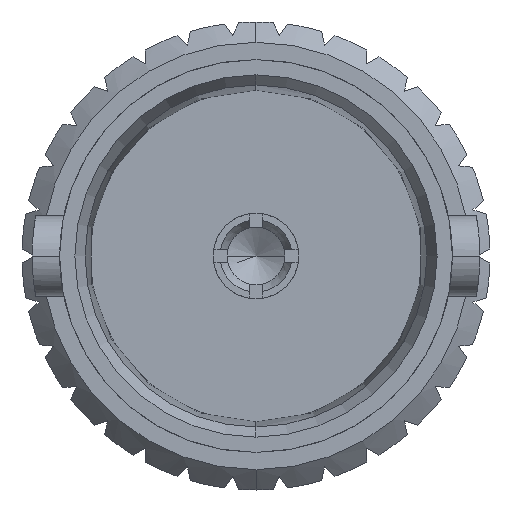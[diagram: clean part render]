
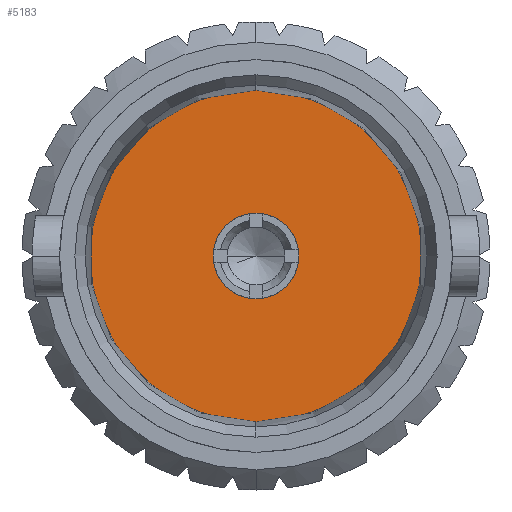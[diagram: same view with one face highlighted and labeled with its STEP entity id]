
A CAD part, left-side view. The second image highlights one B-rep face of the part: STEP entity #5183.
In plain terms, the highlighted planar face has unit normal (-1, 0, 0).
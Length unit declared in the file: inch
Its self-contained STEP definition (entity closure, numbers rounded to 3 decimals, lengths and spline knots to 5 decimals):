
#1977=CARTESIAN_POINT('',(-0.10197,0.,0.));
#1978=DIRECTION('',(-1.,0.,0.));
#1979=DIRECTION('',(0.,0.,-1.));
#1980=AXIS2_PLACEMENT_3D('',#1977,#1978,#1979);
#1987=CARTESIAN_POINT('',(-0.10197,0.,0.));
#1988=DIRECTION('',(-1.,0.,0.));
#1989=DIRECTION('',(0.,1.,0.));
#1990=AXIS2_PLACEMENT_3D('',#1987,#1988,#1989);
#1992=CARTESIAN_POINT('',(-0.10197,0.,0.));
#1993=DIRECTION('',(-1.,0.,0.));
#1994=DIRECTION('',(0.,-1.,0.));
#1995=AXIS2_PLACEMENT_3D('',#1992,#1993,#1994);
#1997=CARTESIAN_POINT('',(-0.10197,0.,0.));
#1998=DIRECTION('',(-1.,0.,0.));
#1999=DIRECTION('',(0.,0.,1.));
#2000=AXIS2_PLACEMENT_3D('',#1997,#1998,#1999);
#3059=CARTESIAN_POINT('',(-0.10197,0.,-0.16043));
#3060=CARTESIAN_POINT('',(-0.10197,0.,0.16043));
#3061=VERTEX_POINT('',#3059);
#3062=VERTEX_POINT('',#3060);
#3157=CARTESIAN_POINT('',(-0.10197,0.04134,0.));
#3158=CARTESIAN_POINT('',(-0.10197,-0.04134,0.));
#3159=VERTEX_POINT('',#3157);
#3160=VERTEX_POINT('',#3158);
#5167=CARTESIAN_POINT('',(-0.10197,0.,0.));
#5168=DIRECTION('',(1.,0.,0.));
#5169=DIRECTION('',(0.,-1.,0.));
#5170=AXIS2_PLACEMENT_3D('',#5167,#5168,#5169);
#5171=PLANE('',#5170);
#5172=ORIENTED_EDGE('',*,*,#5157,.F.);
#5174=ORIENTED_EDGE('',*,*,#5173,.F.);
#5175=EDGE_LOOP('',(#5172,#5174));
#5176=FACE_OUTER_BOUND('',#5175,.F.);
#5178=ORIENTED_EDGE('',*,*,#5177,.T.);
#5180=ORIENTED_EDGE('',*,*,#5179,.T.);
#5181=EDGE_LOOP('',(#5178,#5180));
#5182=FACE_BOUND('',#5181,.F.);
#5183=ADVANCED_FACE('',(#5176,#5182),#5171,.F.);
#1981=CIRCLE('',#1980,0.16043);
#1991=CIRCLE('',#1990,0.04134);
#1996=CIRCLE('',#1995,0.04134);
#2001=CIRCLE('',#2000,0.16043);
#5157=EDGE_CURVE('',#3061,#3062,#1981,.T.);
#5173=EDGE_CURVE('',#3062,#3061,#2001,.T.);
#5177=EDGE_CURVE('',#3159,#3160,#1991,.T.);
#5179=EDGE_CURVE('',#3160,#3159,#1996,.T.);
